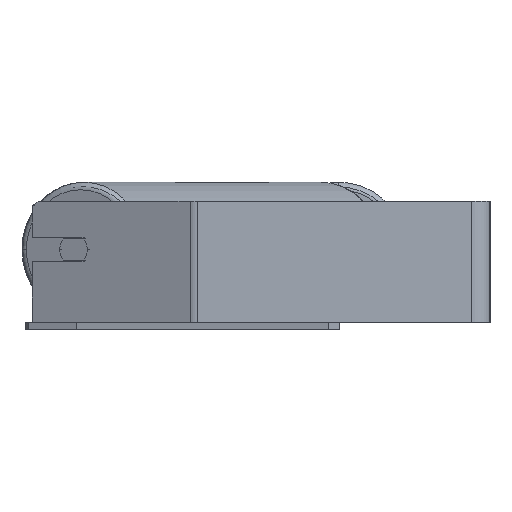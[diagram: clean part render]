
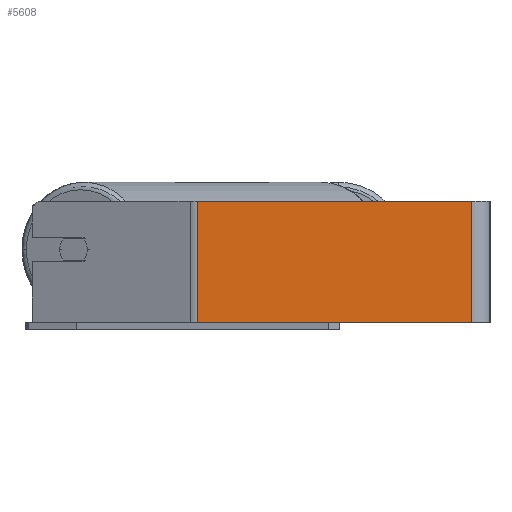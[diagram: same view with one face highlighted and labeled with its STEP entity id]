
A CAD part, left-side view. The second image highlights one B-rep face of the part: STEP entity #5608.
In plain terms, the highlighted planar face has unit normal (-1, 0, 0).
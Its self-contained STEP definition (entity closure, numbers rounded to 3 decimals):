
#313 = FACE_OUTER_BOUND ( 'NONE', #1608, .T. ) ;
#442 = LINE ( 'NONE', #7566, #6704 ) ;
#1176 = LINE ( 'NONE', #6657, #1618 ) ;
#1219 = EDGE_CURVE ( 'NONE', #5295, #8329, #5315, .T. ) ;
#1266 = VERTEX_POINT ( 'NONE', #1700 ) ;
#1324 = CARTESIAN_POINT ( 'NONE',  ( -620., 193.069, 40. ) ) ;
#1513 = ORIENTED_EDGE ( 'NONE', *, *, #1219, .T. ) ;
#1608 = EDGE_LOOP ( 'NONE', ( #1513, #9000, #8069, #8649 ) ) ;
#1618 = VECTOR ( 'NONE', #3336, 1000. ) ;
#1700 = CARTESIAN_POINT ( 'NONE',  ( -620., 193.069, 40. ) ) ;
#1703 = DIRECTION ( 'NONE',  ( 0., 0., -1. ) ) ;
#2367 = PLANE ( 'NONE',  #5820 ) ;
#2751 = CARTESIAN_POINT ( 'NONE',  ( -620., 193.069, -40. ) ) ;
#3129 = CARTESIAN_POINT ( 'NONE',  ( -620., 195.729, 40. ) ) ;
#3336 = DIRECTION ( 'NONE',  ( 0., 0., -1. ) ) ;
#3517 = VECTOR ( 'NONE', #5265, 1000. ) ;
#4851 = LINE ( 'NONE', #1324, #3517 ) ;
#5213 = VERTEX_POINT ( 'NONE', #7200 ) ;
#5265 = DIRECTION ( 'NONE',  ( 0., 0., -1. ) ) ;
#5295 = VERTEX_POINT ( 'NONE', #2751 ) ;
#5315 = LINE ( 'NONE', #5989, #8122 ) ;
#5608 = ADVANCED_FACE ( 'NONE', ( #313 ), #2367, .F. ) ;
#5820 = AXIS2_PLACEMENT_3D ( 'NONE', #3129, #5902, #1703 ) ;
#5902 = DIRECTION ( 'NONE',  ( 1., 0., 0. ) ) ;
#5989 = CARTESIAN_POINT ( 'NONE',  ( -620., 195.729, -40. ) ) ;
#6019 = CARTESIAN_POINT ( 'NONE',  ( -620., 12., -40. ) ) ;
#6065 = EDGE_CURVE ( 'NONE', #1266, #5295, #4851, .T. ) ;
#6657 = CARTESIAN_POINT ( 'NONE',  ( -620., 12., 40. ) ) ;
#6704 = VECTOR ( 'NONE', #7623, 1000. ) ;
#6925 = EDGE_CURVE ( 'NONE', #1266, #5213, #442, .T. ) ;
#7200 = CARTESIAN_POINT ( 'NONE',  ( -620., 12., 40. ) ) ;
#7523 = EDGE_CURVE ( 'NONE', #5213, #8329, #1176, .T. ) ;
#7566 = CARTESIAN_POINT ( 'NONE',  ( -620., 195.729, 40. ) ) ;
#7623 = DIRECTION ( 'NONE',  ( 0., -1., 0. ) ) ;
#8069 = ORIENTED_EDGE ( 'NONE', *, *, #6925, .F. ) ;
#8122 = VECTOR ( 'NONE', #8785, 1000. ) ;
#8329 = VERTEX_POINT ( 'NONE', #6019 ) ;
#8649 = ORIENTED_EDGE ( 'NONE', *, *, #6065, .T. ) ;
#8785 = DIRECTION ( 'NONE',  ( 0., -1., 0. ) ) ;
#9000 = ORIENTED_EDGE ( 'NONE', *, *, #7523, .F. ) ;
